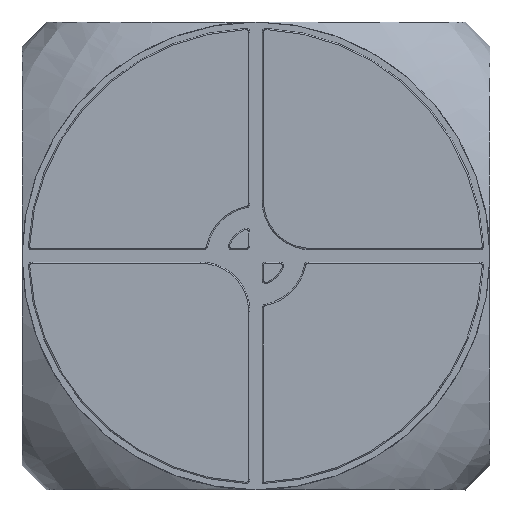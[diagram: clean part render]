
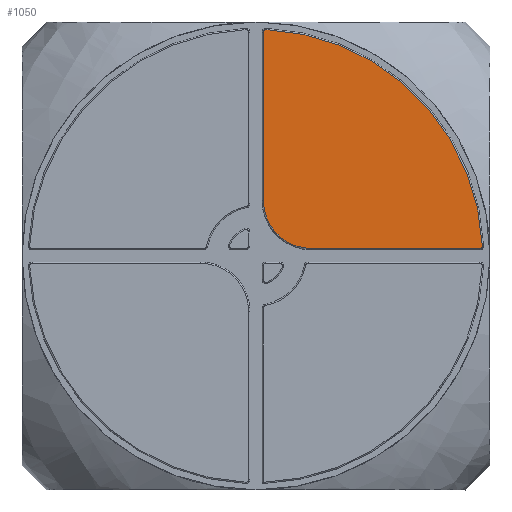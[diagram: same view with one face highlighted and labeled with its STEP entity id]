
A CAD part, top view. The second image highlights one B-rep face of the part: STEP entity #1050.
In plain terms, the highlighted planar face has unit normal (0, 0, 1).
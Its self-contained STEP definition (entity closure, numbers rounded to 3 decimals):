
#420=CIRCLE('',#8946,2.);
#421=CIRCLE('',#8947,39.);
#422=CIRCLE('',#8948,2.);
#423=CIRCLE('',#8949,184.);
#604=FACE_OUTER_BOUND('',#1868,.T.);
#1050=ADVANCED_FACE('',(#604),#1502,.F.);
#1502=PLANE('',#8950);
#1868=EDGE_LOOP('',(#3523,#3524,#3525,#3526,#3527,#3528));
#3523=ORIENTED_EDGE('',*,*,#6827,.T.);
#3524=ORIENTED_EDGE('',*,*,#6828,.T.);
#3525=ORIENTED_EDGE('',*,*,#6829,.T.);
#3526=ORIENTED_EDGE('',*,*,#6830,.T.);
#3527=ORIENTED_EDGE('',*,*,#6831,.T.);
#3528=ORIENTED_EDGE('',*,*,#6832,.T.);
#5948=VERTEX_POINT('',#42540);
#5949=VERTEX_POINT('',#42541);
#5950=VERTEX_POINT('',#42543);
#5951=VERTEX_POINT('',#42545);
#5952=VERTEX_POINT('',#42547);
#5953=VERTEX_POINT('',#42549);
#6827=EDGE_CURVE('',#5948,#5949,#420,.T.);
#6828=EDGE_CURVE('',#5949,#5950,#7747,.T.);
#6829=EDGE_CURVE('',#5950,#5951,#421,.T.);
#6830=EDGE_CURVE('',#5951,#5952,#7748,.T.);
#6831=EDGE_CURVE('',#5952,#5953,#422,.T.);
#6832=EDGE_CURVE('',#5953,#5948,#423,.T.);
#7747=LINE('',#42542,#8340);
#7748=LINE('',#42546,#8341);
#8340=VECTOR('',#9792,1.);
#8341=VECTOR('',#9795,1.);
#8946=AXIS2_PLACEMENT_3D('',#42539,#9790,#9791);
#8947=AXIS2_PLACEMENT_3D('',#42544,#9793,#9794);
#8948=AXIS2_PLACEMENT_3D('',#42548,#9796,#9797);
#8949=AXIS2_PLACEMENT_3D('',#42550,#9798,#9799);
#8950=AXIS2_PLACEMENT_3D('',#42551,#9800,#9801);
#9790=DIRECTION('',(0.,0.,1.));
#9791=DIRECTION('',(-1.,0.,0.));
#9792=DIRECTION('',(0.,-1.,0.));
#9793=DIRECTION('',(0.,0.,1.));
#9794=DIRECTION('',(-1.,0.,0.));
#9795=DIRECTION('',(1.,0.,0.));
#9796=DIRECTION('',(0.,0.,1.));
#9797=DIRECTION('',(-1.,0.,0.));
#9798=DIRECTION('',(0.,0.,1.));
#9799=DIRECTION('',(-1.,0.,0.));
#9800=DIRECTION('',(0.,0.,-1.));
#9801=DIRECTION('',(-1.,0.,0.));
#42539=CARTESIAN_POINT('',(8.,181.824,85.));
#42540=CARTESIAN_POINT('',(8.088,183.822,85.));
#42541=CARTESIAN_POINT('',(6.,181.824,85.));
#42542=CARTESIAN_POINT('',(6.,0.,85.));
#42543=CARTESIAN_POINT('',(6.,45.,85.));
#42544=CARTESIAN_POINT('',(45.,45.,85.));
#42545=CARTESIAN_POINT('',(45.,6.,85.));
#42546=CARTESIAN_POINT('',(0.,6.,85.));
#42547=CARTESIAN_POINT('',(181.824,6.,85.));
#42548=CARTESIAN_POINT('',(181.824,8.,85.));
#42549=CARTESIAN_POINT('',(183.822,8.088,85.));
#42550=CARTESIAN_POINT('',(0.,0.,85.));
#42551=CARTESIAN_POINT('',(0.,0.,85.));
